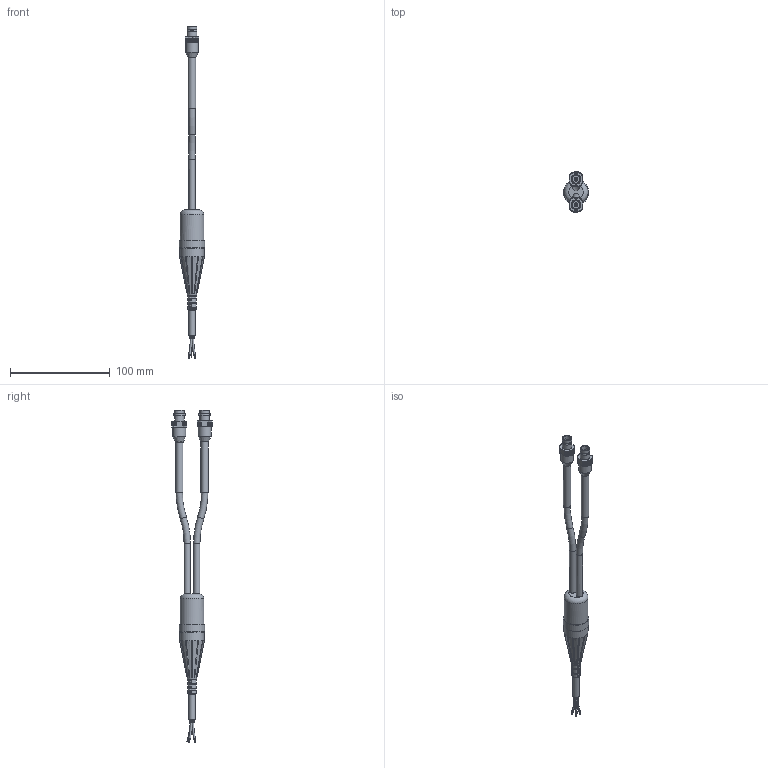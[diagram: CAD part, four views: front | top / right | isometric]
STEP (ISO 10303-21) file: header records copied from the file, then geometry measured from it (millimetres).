
FILE_DESCRIPTION(/* description */ (''),/* implementation_level */ '2;1');
FILE_NAME(/* name */ 'E2C.stp',/* time_stamp */ '2017-04-28T08:39:03-04:00',/* author */ ('aneininger'),/* organization */ ('CONNECTION TECHNOLOGY CENTER'),/* preprocessor_version */ 'ST-DEVELOPER v16.5',/* originating_system */ 'Autodesk Inventor 2017',/* authorisation */ '');
FILE_SCHEMA (('AUTOMOTIVE_DESIGN { 1 0 10303 214 3 1 1 }'));
Length unit declared in the file: inch
Products named in the file (1): E2C
Bounding box: 25.32 x 40.64 x 332.77 mm (x, y, z)
Volume: 2.9 mm3; surface area: 18792.6 mm2
Topology: 16 solids, 21 shells, 1779 faces, 4858 edges, 2856 vertices
Faces by surface type: plane 747, cylinder 554, bspline 415, torus 59, cone 4
Full cylindrical faces by diameter (mm): 0.128 x19, 0.203 x96, 1.27 x2, 1.575 x4, 1.829 x2, 2.032 x4, 2.095 x2, 3.614 x2, 3.937 x1, 4.572 x1, 6.35 x3, 7.239 x1, 7.493 x1, 7.797 x2, 8.89 x1, 9.652 x4, 12.7 x2, 23.876 x1, 24.13 x1, 25.4 x1
Entity records: 73572 total; most frequent: CARTESIAN_POINT 27418, ORIENTED_EDGE 9744, DIRECTION 9686, EDGE_CURVE 4652, AXIS2_PLACEMENT_3D 4269, VERTEX_POINT 2793, CIRCLE 2522, EDGE_LOOP 2065
